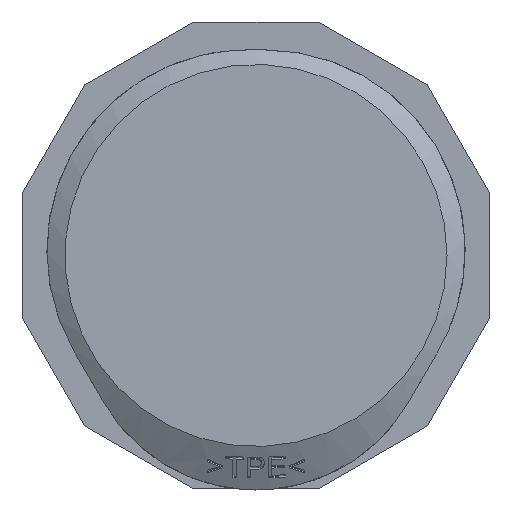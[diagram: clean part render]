
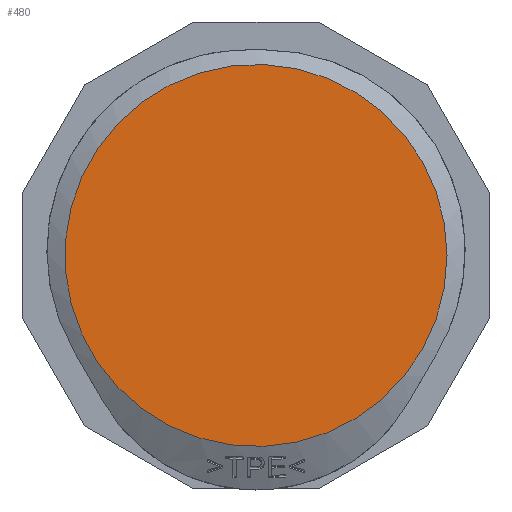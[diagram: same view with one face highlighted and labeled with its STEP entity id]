
A CAD part, front view. The second image highlights one B-rep face of the part: STEP entity #480.
In plain terms, the highlighted planar face has unit normal (0, -1, 0).
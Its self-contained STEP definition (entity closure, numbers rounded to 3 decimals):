
#276=CIRCLE('',#9954,19.75);
#480=ADVANCED_FACE('KES-E-R 40/16-A',(#1395),#995,.F.);
#995=PLANE('',#9956);
#1395=FACE_OUTER_BOUND('',#1908,.T.);
#1908=EDGE_LOOP('',(#4898));
#4898=ORIENTED_EDGE('',*,*,#8393,.F.);
#7391=VERTEX_POINT('',#16502);
#8393=EDGE_CURVE('GENERATED CIRCLE',#7391,#7391,#276,.T.);
#9954=AXIS2_PLACEMENT_3D('',#16501,#10669,#10670);
#9956=AXIS2_PLACEMENT_3D('',#16520,#10673,#10674);
#10669=DIRECTION('',(0.,1.,0.));
#10670=DIRECTION('',(1.,0.,0.));
#10673=DIRECTION('',(0.,1.,0.));
#10674=DIRECTION('',(0.,0.,-1.));
#16501=CARTESIAN_POINT('',(0.,0.,0.));
#16502=CARTESIAN_POINT('',(19.75,0.,0.));
#16520=CARTESIAN_POINT('',(0.,0.,0.));
